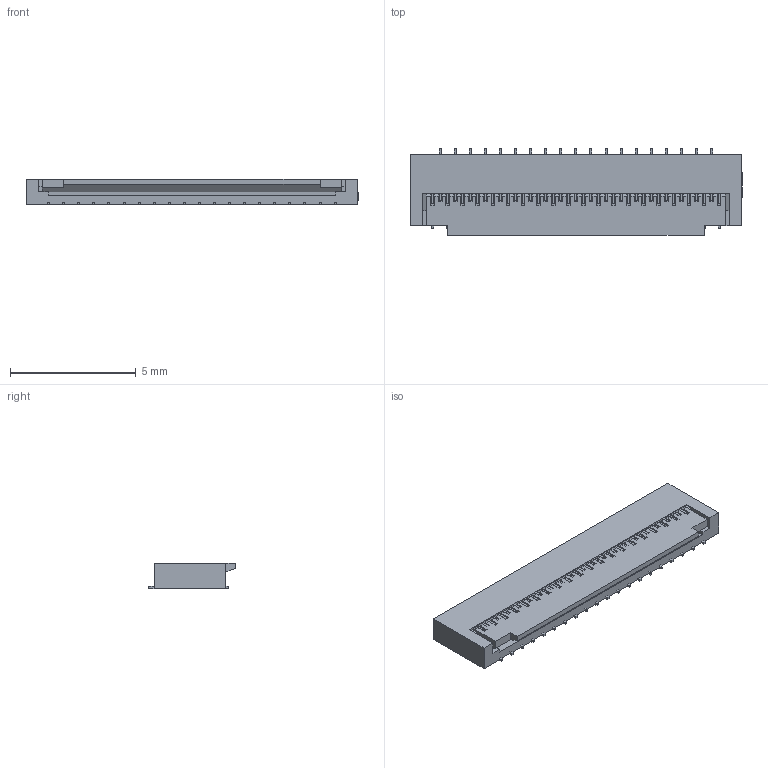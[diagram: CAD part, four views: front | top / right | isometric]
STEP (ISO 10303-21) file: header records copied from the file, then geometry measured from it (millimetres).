
FILE_DESCRIPTION(('FreeCAD Model'),'2;1');
FILE_NAME('Open CASCADE Shape Model','2025-02-20T11:22:08',('Author'),( ''),'Open CASCADE STEP processor 7.6','FreeCAD','Unknown');
FILE_SCHEMA(('AUTOMOTIVE_DESIGN { 1 0 10303 214 1 1 1 1 }'));
Length unit declared in the file: millimetre
Products named in the file (3): COMPOUND002; COMPOUND; COMPOUND001
Assembly tree (2 placements, depth 2):
  COMPOUND002
    COMPOUND
    COMPOUND001
Bounding box: 13.21 x 3.44 x 1.02 mm (x, y, z)
Volume: 33.8 mm3; surface area: 185.3 mm2
Topology: 2 solids, 2 shells, 886 faces, 2470 edges, 1646 vertices
Faces by surface type: plane 788, bspline 98
Entity records: 31635 total; most frequent: CARTESIAN_POINT 6311, ORIENTED_EDGE 4940, DIRECTION 3852, EDGE_CURVE 2470, LINE 2270, VECTOR 2270, VERTEX_POINT 1646, FACE_BOUND 944
